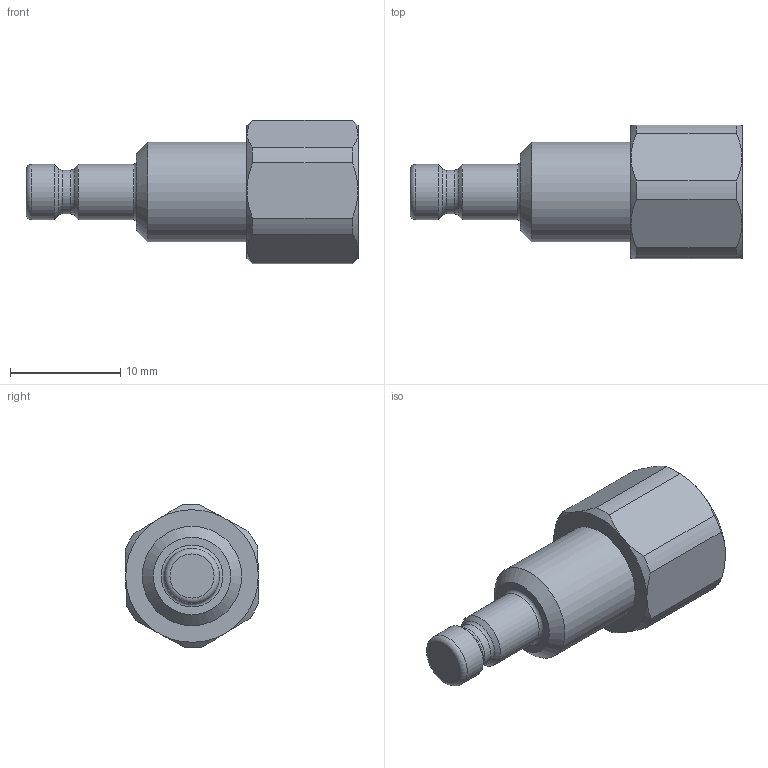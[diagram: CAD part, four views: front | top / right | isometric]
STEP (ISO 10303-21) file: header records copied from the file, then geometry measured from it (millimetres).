
FILE_DESCRIPTION((''),'2;1');
FILE_NAME('20sbiw10rvx.stp','2014-04-17T07:44:18',('IA176480'),(''),'Autodesk Inventor 2013','Autodesk Inventor 2013','');
FILE_SCHEMA(('AUTOMOTIVE_DESIGN { 1 0 10303 214 1 1 1 1 }'));
Length unit declared in the file: millimetre
Products named in the file (1): D110184
Bounding box: 30.05 x 12.11 x 13 mm (x, y, z)
Volume: 1607.8 mm3; surface area: 1363.1 mm2
Topology: 1 solids, 3 shells, 54 faces, 114 edges, 68 vertices
Faces by surface type: cone 20, cylinder 16, plane 14, torus 4
Full cylindrical faces by diameter (mm): 3.95 x1, 5 x2, 6.324 x1, 6.8 x1, 7.3 x1, 7.46 x1, 8.1 x1, 8.566 x1, 9 x1
Entity records: 1364 total; most frequent: CARTESIAN_POINT 255, DIRECTION 226, ORIENTED_EDGE 176, AXIS2_PLACEMENT_3D 107, EDGE_CURVE 88, EDGE_LOOP 82, VERTEX_POINT 64, FACE_OUTER_BOUND 54
